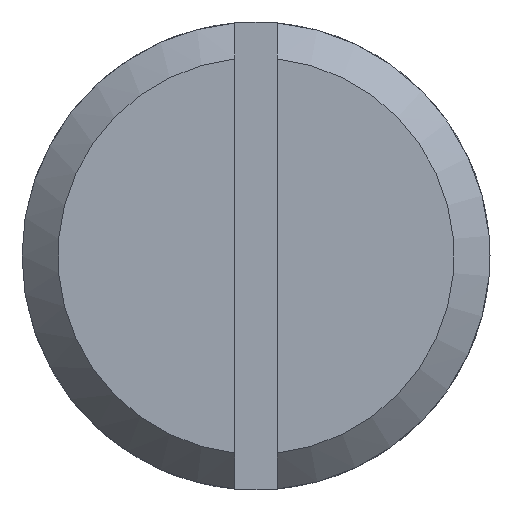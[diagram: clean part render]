
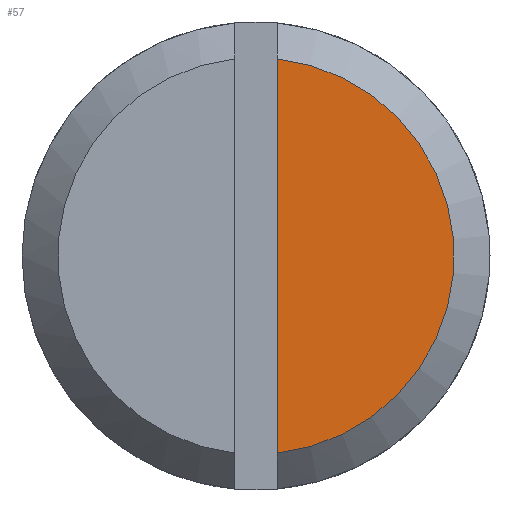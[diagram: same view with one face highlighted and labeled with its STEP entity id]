
A CAD part, left-side view. The second image highlights one B-rep face of the part: STEP entity #57.
In plain terms, the highlighted planar face has unit normal (-1, 0, 0).
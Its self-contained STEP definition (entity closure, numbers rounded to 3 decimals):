
#57 = ADVANCED_FACE( '', ( #114 ), #115, .F. );
#114 = FACE_OUTER_BOUND( '', #166, .T. );
#115 = PLANE( '', #167 );
#166 = EDGE_LOOP( '', ( #252, #253 ) );
#167 = AXIS2_PLACEMENT_3D( '', #254, #255, #256 );
#252 = ORIENTED_EDGE( '', *, *, #284, .F. );
#253 = ORIENTED_EDGE( '', *, *, #287, .F. );
#254 = CARTESIAN_POINT( '', ( 0., 0., 0. ) );
#255 = DIRECTION( '', ( 1., 0., 0. ) );
#256 = DIRECTION( '', ( 0., 1., 0. ) );
#284 = EDGE_CURVE( '', #325, #327, #328, .T. );
#287 = EDGE_CURVE( '', #327, #325, #331, .T. );
#325 = VERTEX_POINT( '', #378 );
#327 = VERTEX_POINT( '', #383 );
#328 = CIRCLE( '', #384, 8.467 );
#331 = LINE( '', #390, #391 );
#378 = CARTESIAN_POINT( '', ( 0., -0.9, 8.419 ) );
#383 = CARTESIAN_POINT( '', ( 0., -0.9, -8.419 ) );
#384 = AXIS2_PLACEMENT_3D( '', #451, #452, #453 );
#390 = CARTESIAN_POINT( '', ( 0., -0.9, -10.5 ) );
#391 = VECTOR( '', #454, 1000. );
#451 = CARTESIAN_POINT( '', ( 0., 0., 0. ) );
#452 = DIRECTION( '', ( 1., 0., 0. ) );
#453 = DIRECTION( '', ( 0., 1., 0. ) );
#454 = DIRECTION( '', ( 0., 0., 1. ) );
